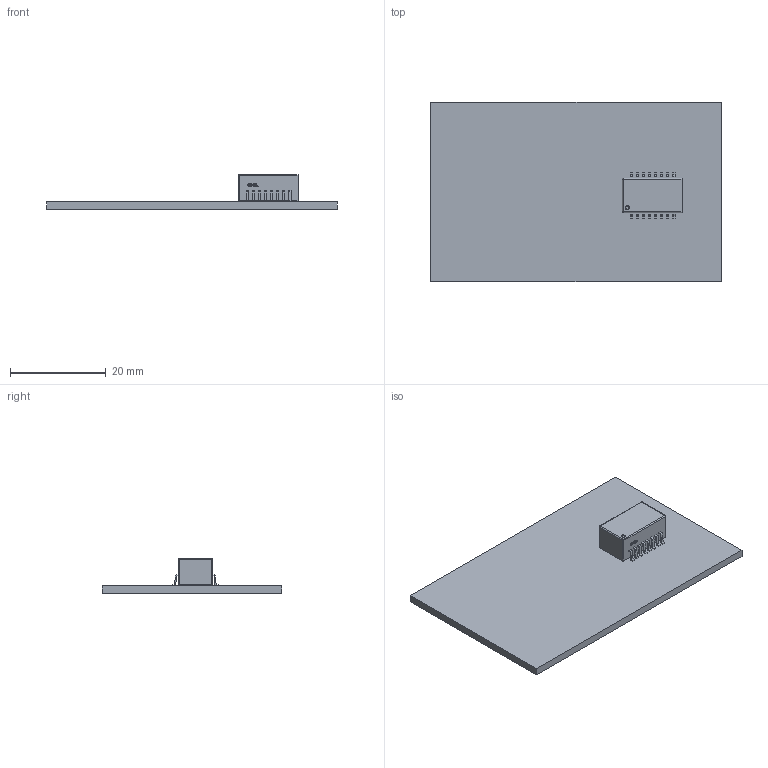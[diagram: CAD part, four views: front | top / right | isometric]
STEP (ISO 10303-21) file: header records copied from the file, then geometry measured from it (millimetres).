
FILE_DESCRIPTION(('Designed by EasyEDA Pro'),'2;1');
FILE_NAME('Open CASCADE Shape Model','2024-03-27T20:07:46',('Author'),( 'Open CASCADE'),'Open CASCADE STEP processor 7.6','Open CASCADE 7.6' ,'Unknown');
FILE_SCHEMA(('AUTOMOTIVE_DESIGN { 1 0 10303 214 1 1 1 1 }'));
Length unit declared in the file: millimetre
Products named in the file (5): PCBModel; COMPOUND; T1; XFMR-SMD_HY601745E
Assembly tree (4 placements, depth 4):
  PCBModel
    COMPOUND
    T1
      XFMR-SMD_HY601745E
        COMPOUND
Bounding box: 60.68 x 37.44 x 7.3 mm (x, y, z)
Volume: 4138.8 mm3; surface area: 5323.3 mm2
Topology: 15 solids, 15 shells, 493 faces, 1309 edges, 866 vertices
Faces by surface type: plane 335, bspline 112, cylinder 40, sphere 4, torus 2
Entity records: 21083 total; most frequent: CARTESIAN_POINT 4773, ORIENTED_EDGE 2610, DIRECTION 1935, EDGE_CURVE 1305, LINE 991, VECTOR 991, VERTEX_POINT 866, FACE_BOUND 529
